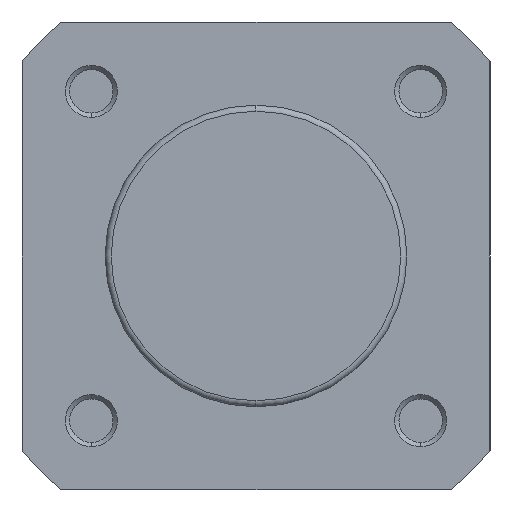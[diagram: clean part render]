
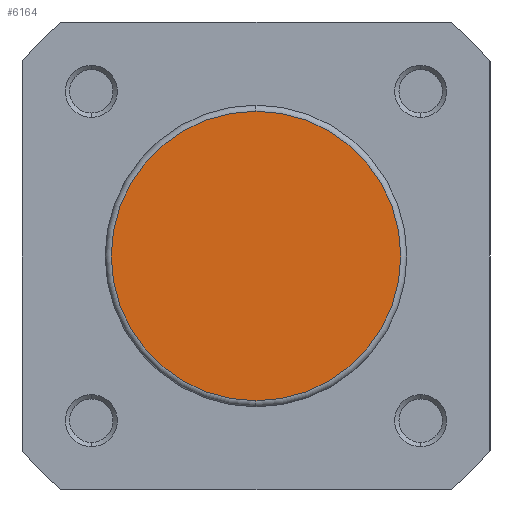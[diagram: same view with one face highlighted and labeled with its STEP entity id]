
A CAD part, left-side view. The second image highlights one B-rep face of the part: STEP entity #6164.
In plain terms, the highlighted planar face has unit normal (-1, 0, 0).
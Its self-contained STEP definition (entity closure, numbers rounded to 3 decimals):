
#26 = EDGE_LOOP ( 'NONE', ( #1045, #1044 ) ) ;
#1044 = ORIENTED_EDGE ( 'NONE', *, *, #2706, .T. ) ;
#1045 = ORIENTED_EDGE ( 'NONE', *, *, #2747, .T. ) ;
#1266 = CIRCLE ( 'NONE', #3150, 16.7 ) ;
#1353 = CIRCLE ( 'NONE', #3166, 16.7 ) ;
#1637 = VERTEX_POINT ( 'NONE', #1940 ) ;
#1649 = VERTEX_POINT ( 'NONE', #1952 ) ;
#1940 = CARTESIAN_POINT ( 'NONE',  ( 0., 0., 16.7 ) ) ;
#1952 = CARTESIAN_POINT ( 'NONE',  ( 0., 0., -16.7 ) ) ;
#2164 = CARTESIAN_POINT ( 'NONE',  ( 0., 0., 0. ) ) ;
#2165 = DIRECTION ( 'NONE',  ( -1., 0., 0. ) ) ;
#2166 = DIRECTION ( 'NONE',  ( 0., 0., 1. ) ) ;
#2270 = CARTESIAN_POINT ( 'NONE',  ( 0., 0., 0. ) ) ;
#2271 = DIRECTION ( 'NONE',  ( -1., 0., 0. ) ) ;
#2272 = DIRECTION ( 'NONE',  ( 0., 0., 1. ) ) ;
#2706 = EDGE_CURVE ( 'NONE', #1649, #1637, #1266, .T. ) ;
#2747 = EDGE_CURVE ( 'NONE', #1637, #1649, #1353, .T. ) ;
#3150 = AXIS2_PLACEMENT_3D ( 'NONE', #2164, #2165, #2166 ) ;
#3166 = AXIS2_PLACEMENT_3D ( 'NONE', #2270, #2271, #2272 ) ;
#3330 = AXIS2_PLACEMENT_3D ( 'NONE', #5525, #5528, #5529 ) ;
#3813 = FACE_OUTER_BOUND ( 'NONE', #26, .T. ) ;
#5525 = CARTESIAN_POINT ( 'NONE',  ( 0., -17.4, 0. ) ) ;
#5526 = PLANE ( 'NONE',  #3330 ) ;
#5528 = DIRECTION ( 'NONE',  ( -1., 0., 0. ) ) ;
#5529 = DIRECTION ( 'NONE',  ( 0., 0., 1. ) ) ;
#6164 = ADVANCED_FACE ( 'NONE', ( #3813 ), #5526, .T. ) ;
